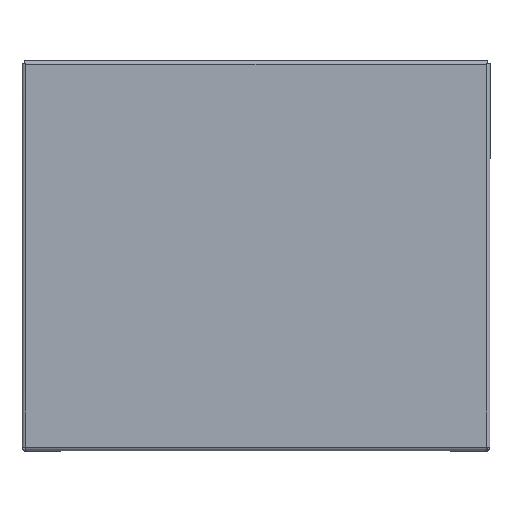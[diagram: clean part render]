
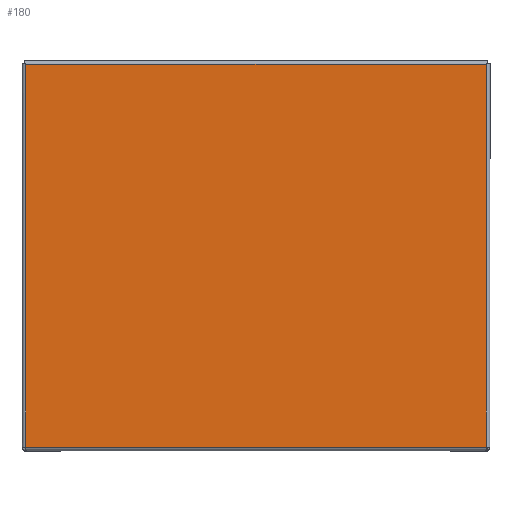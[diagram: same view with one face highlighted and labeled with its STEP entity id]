
A CAD part, top view. The second image highlights one B-rep face of the part: STEP entity #180.
In plain terms, the highlighted planar face has unit normal (0, 0, 1).
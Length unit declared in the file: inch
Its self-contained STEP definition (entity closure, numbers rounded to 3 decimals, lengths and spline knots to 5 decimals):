
#46 = VERTEX_POINT ( 'NONE', #383 ) ;
#180 = ADVANCED_FACE ( 'NONE', ( #1034 ), #1067, .T. ) ;
#226 = CARTESIAN_POINT ( 'NONE',  ( 0.143, 0.048, 10. ) ) ;
#352 = EDGE_CURVE ( 'NONE', #864, #46, #915, .T. ) ;
#383 = CARTESIAN_POINT ( 'NONE',  ( 0.143, 14.762, 10. ) ) ;
#424 = VERTEX_POINT ( 'NONE', #1912 ) ;
#457 = VERTEX_POINT ( 'NONE', #1170 ) ;
#475 = LINE ( 'NONE', #507, #1070 ) ;
#481 = CARTESIAN_POINT ( 'NONE',  ( 0., 0., 10. ) ) ;
#507 = CARTESIAN_POINT ( 'NONE',  ( 0.143, 14.762, 10. ) ) ;
#611 = VECTOR ( 'NONE', #2526, 39.37008 ) ;
#613 = ORIENTED_EDGE ( 'NONE', *, *, #1093, .F. ) ;
#691 = EDGE_LOOP ( 'NONE', ( #613, #2442, #932, #2310 ) ) ;
#723 = DIRECTION ( 'NONE',  ( 0., 1., 0. ) ) ;
#760 = LINE ( 'NONE', #1000, #1438 ) ;
#802 = DIRECTION ( 'NONE',  ( -1., 0., 0. ) ) ;
#864 = VERTEX_POINT ( 'NONE', #226 ) ;
#915 = LINE ( 'NONE', #1518, #1650 ) ;
#932 = ORIENTED_EDGE ( 'NONE', *, *, #352, .F. ) ;
#1000 = CARTESIAN_POINT ( 'NONE',  ( 0.143, 0.048, 10. ) ) ;
#1034 = FACE_OUTER_BOUND ( 'NONE', #691, .T. ) ;
#1067 = PLANE ( 'NONE',  #1246 ) ;
#1070 = VECTOR ( 'NONE', #2275, 39.37008 ) ;
#1093 = EDGE_CURVE ( 'NONE', #424, #457, #2308, .T. ) ;
#1170 = CARTESIAN_POINT ( 'NONE',  ( 17.857, 0.048, 10. ) ) ;
#1246 = AXIS2_PLACEMENT_3D ( 'NONE', #481, #2235, #1272 ) ;
#1272 = DIRECTION ( 'NONE',  ( 1., 0., 0. ) ) ;
#1438 = VECTOR ( 'NONE', #802, 39.37008 ) ;
#1518 = CARTESIAN_POINT ( 'NONE',  ( 0.143, 14.762, 10. ) ) ;
#1519 = EDGE_CURVE ( 'NONE', #457, #864, #760, .T. ) ;
#1650 = VECTOR ( 'NONE', #723, 39.37008 ) ;
#1912 = CARTESIAN_POINT ( 'NONE',  ( 17.857, 14.762, 10. ) ) ;
#2117 = CARTESIAN_POINT ( 'NONE',  ( 17.857, 0.048, 10. ) ) ;
#2134 = EDGE_CURVE ( 'NONE', #46, #424, #475, .T. ) ;
#2235 = DIRECTION ( 'NONE',  ( 0., 0., 1. ) ) ;
#2275 = DIRECTION ( 'NONE',  ( 1., 0., 0. ) ) ;
#2308 = LINE ( 'NONE', #2117, #611 ) ;
#2310 = ORIENTED_EDGE ( 'NONE', *, *, #1519, .F. ) ;
#2442 = ORIENTED_EDGE ( 'NONE', *, *, #2134, .F. ) ;
#2526 = DIRECTION ( 'NONE',  ( 0., -1., 0. ) ) ;
